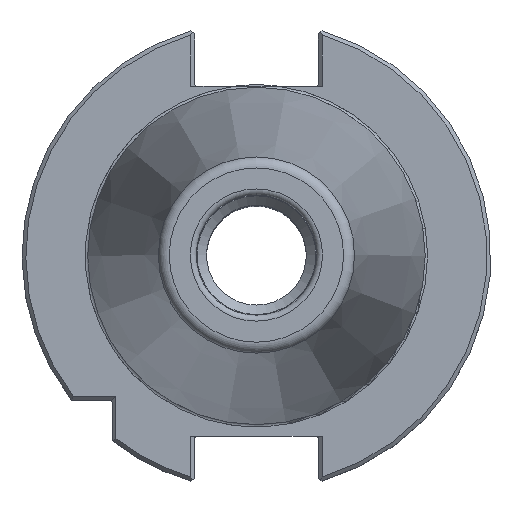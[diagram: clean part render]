
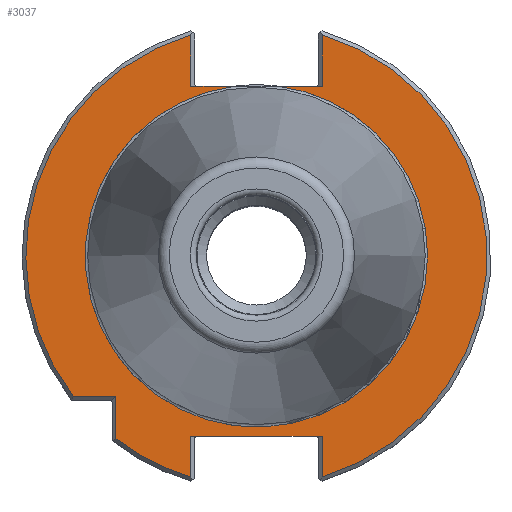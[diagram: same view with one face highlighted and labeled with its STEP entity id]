
A CAD part, top view. The second image highlights one B-rep face of the part: STEP entity #3037.
In plain terms, the highlighted planar face has unit normal (0, 0, 1).
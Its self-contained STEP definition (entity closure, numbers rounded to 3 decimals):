
#54=LINE('',#4418,#150);
#58=LINE('',#4434,#154);
#70=LINE('',#4579,#166);
#75=LINE('',#4593,#171);
#96=LINE('',#4659,#192);
#97=LINE('',#4661,#193);
#98=LINE('',#4663,#194);
#99=LINE('',#4664,#195);
#100=LINE('',#4665,#196);
#150=VECTOR('',#3660,1000.);
#154=VECTOR('',#3670,1000.);
#166=VECTOR('',#3746,1000.);
#171=VECTOR('',#3757,1000.);
#192=VECTOR('',#3816,1000.);
#193=VECTOR('',#3819,1000.);
#194=VECTOR('',#3820,1000.);
#195=VECTOR('',#3821,1000.);
#196=VECTOR('',#3822,1000.);
#349=PLANE('',#3283);
#816=ORIENTED_EDGE('',*,*,#1125,.T.);
#817=ORIENTED_EDGE('',*,*,#1201,.T.);
#818=ORIENTED_EDGE('',*,*,#1202,.F.);
#819=ORIENTED_EDGE('',*,*,#1203,.T.);
#820=ORIENTED_EDGE('',*,*,#1127,.T.);
#821=ORIENTED_EDGE('',*,*,#1171,.T.);
#822=ORIENTED_EDGE('',*,*,#1204,.F.);
#823=ORIENTED_EDGE('',*,*,#1123,.F.);
#824=ORIENTED_EDGE('',*,*,#1205,.F.);
#825=ORIENTED_EDGE('',*,*,#1164,.T.);
#826=ORIENTED_EDGE('',*,*,#1120,.T.);
#827=ORIENTED_EDGE('',*,*,#1119,.T.);
#828=ORIENTED_EDGE('',*,*,#1112,.T.);
#1112=EDGE_CURVE('',#1377,#1376,#54,.T.);
#1119=EDGE_CURVE('',#1380,#1377,#58,.T.);
#1120=EDGE_CURVE('',#1382,#1380,#1541,.T.);
#1123=EDGE_CURVE('',#1384,#1383,#1543,.T.);
#1125=EDGE_CURVE('',#1376,#1385,#1544,.T.);
#1127=EDGE_CURVE('',#1388,#1387,#1545,.T.);
#1164=EDGE_CURVE('',#1411,#1382,#70,.T.);
#1171=EDGE_CURVE('',#1387,#1416,#75,.T.);
#1201=EDGE_CURVE('',#1385,#1434,#96,.T.);
#1202=EDGE_CURVE('',#1435,#1434,#97,.T.);
#1203=EDGE_CURVE('',#1435,#1388,#98,.T.);
#1204=EDGE_CURVE('',#1383,#1416,#99,.T.);
#1205=EDGE_CURVE('',#1411,#1384,#100,.T.);
#1376=VERTEX_POINT('',#4417);
#1377=VERTEX_POINT('',#4419);
#1380=VERTEX_POINT('',#4430);
#1382=VERTEX_POINT('',#4437);
#1383=VERTEX_POINT('',#4444);
#1384=VERTEX_POINT('',#4445);
#1385=VERTEX_POINT('',#4452);
#1387=VERTEX_POINT('',#4460);
#1388=VERTEX_POINT('',#4462);
#1411=VERTEX_POINT('',#4580);
#1416=VERTEX_POINT('',#4592);
#1434=VERTEX_POINT('',#4658);
#1435=VERTEX_POINT('',#4662);
#1541=CIRCLE('',#3230,47.95);
#1543=CIRCLE('',#3233,35.591);
#1544=CIRCLE('',#3235,47.95);
#1545=CIRCLE('',#3237,47.95);
#1726=EDGE_LOOP('',(#816,#817,#818,#819,#820,#821,#822,#823,#824,#825,#826,
#827,#828));
#1922=FACE_BOUND('',#1726,.T.);
#3037=ADVANCED_FACE('',(#1922),#349,.T.);
#3230=AXIS2_PLACEMENT_3D('',#4436,#3673,#3674);
#3233=AXIS2_PLACEMENT_3D('',#4446,#3679,#3680);
#3235=AXIS2_PLACEMENT_3D('',#4453,#3683,#3684);
#3237=AXIS2_PLACEMENT_3D('',#4461,#3687,#3688);
#3283=AXIS2_PLACEMENT_3D('',#4660,#3817,#3818);
#3660=DIRECTION('',(0.,-1.,0.));
#3670=DIRECTION('',(1.,0.,0.));
#3673=DIRECTION('',(0.,0.,1.));
#3674=DIRECTION('',(1.,0.,0.));
#3679=DIRECTION('',(0.,0.,1.));
#3680=DIRECTION('',(1.,0.,0.));
#3683=DIRECTION('',(0.,0.,1.));
#3684=DIRECTION('',(1.,0.,0.));
#3687=DIRECTION('',(0.,0.,1.));
#3688=DIRECTION('',(1.,0.,0.));
#3746=DIRECTION('',(0.,1.,0.));
#3757=DIRECTION('',(0.,-1.,0.));
#3816=DIRECTION('',(0.,1.,0.));
#3817=DIRECTION('',(0.,0.,1.));
#3818=DIRECTION('',(1.,0.,0.));
#3819=DIRECTION('',(-1.,0.,0.));
#3820=DIRECTION('',(0.,-1.,0.));
#3821=DIRECTION('',(1.,0.,0.));
#3822=DIRECTION('',(1.,0.,0.));
#4417=CARTESIAN_POINT('',(-29.2,-38.034,-3.2));
#4418=CARTESIAN_POINT('',(-29.2,-38.616,-3.2));
#4419=CARTESIAN_POINT('',(-29.2,-29.2,-3.2));
#4430=CARTESIAN_POINT('',(-38.034,-29.2,-3.2));
#4434=CARTESIAN_POINT('',(-30.,-29.2,-3.2));
#4436=CARTESIAN_POINT('',(0.,0.,-3.2));
#4437=CARTESIAN_POINT('',(-13.65,45.966,-3.2));
#4444=CARTESIAN_POINT('',(4.543,35.3,-3.2));
#4445=CARTESIAN_POINT('',(-4.543,35.3,-3.2));
#4446=CARTESIAN_POINT('',(0.,0.,-3.2));
#4452=CARTESIAN_POINT('',(-13.65,-45.966,-3.2));
#4453=CARTESIAN_POINT('',(0.,0.,-3.2));
#4460=CARTESIAN_POINT('',(13.65,45.966,-3.2));
#4461=CARTESIAN_POINT('',(0.,0.,-3.2));
#4462=CARTESIAN_POINT('',(13.65,-45.966,-3.2));
#4579=CARTESIAN_POINT('',(-13.65,47.181,-3.2));
#4580=CARTESIAN_POINT('',(-13.65,35.3,-3.2));
#4592=CARTESIAN_POINT('',(13.65,35.3,-3.2));
#4593=CARTESIAN_POINT('',(13.65,35.3,-3.2));
#4658=CARTESIAN_POINT('',(-13.65,-37.5,-3.2));
#4659=CARTESIAN_POINT('',(-13.65,-37.5,-3.2));
#4660=CARTESIAN_POINT('',(35.591,0.,-3.2));
#4661=CARTESIAN_POINT('',(12.85,-37.5,-3.2));
#4662=CARTESIAN_POINT('',(13.65,-37.5,-3.2));
#4663=CARTESIAN_POINT('',(13.65,-47.181,-3.2));
#4664=CARTESIAN_POINT('',(-12.85,35.3,-3.2));
#4665=CARTESIAN_POINT('',(-12.85,35.3,-3.2));
